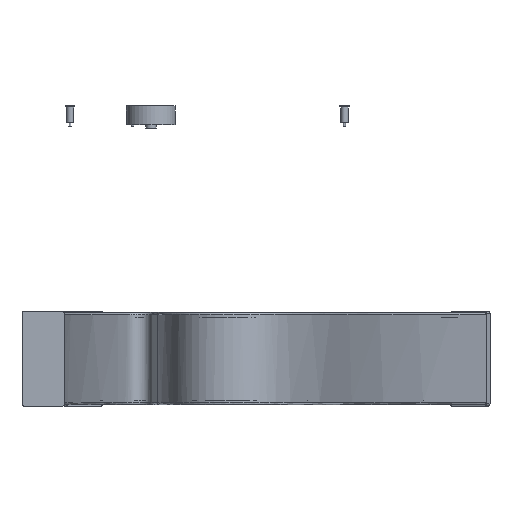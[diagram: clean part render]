
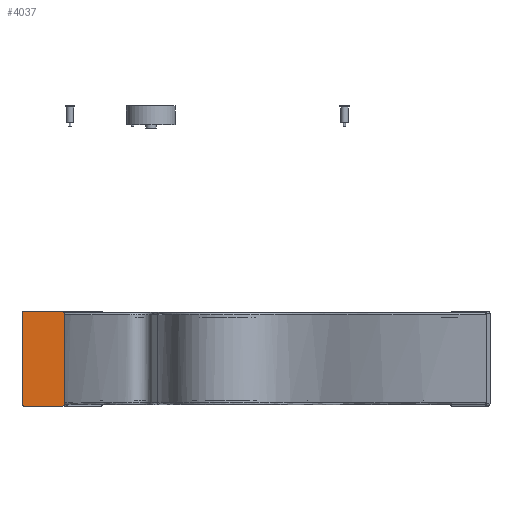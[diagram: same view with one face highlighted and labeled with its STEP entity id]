
A CAD part, left-side view. The second image highlights one B-rep face of the part: STEP entity #4037.
In plain terms, the highlighted planar face has unit normal (-1, 0, 0).
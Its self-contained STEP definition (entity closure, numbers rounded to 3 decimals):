
#411=CIRCLE('',#4524,4.);
#415=CIRCLE('',#4531,4.);
#416=CIRCLE('',#4533,4.);
#417=CIRCLE('',#4536,4.);
#548=PLANE('',#4539);
#794=FACE_OUTER_BOUND('',#1068,.T.);
#1068=EDGE_LOOP('',(#3431,#3432,#3433,#3434,#3435,#3436,#3437,#3438));
#1323=LINE('',#73310,#1511);
#1328=LINE('',#73324,#1516);
#1331=LINE('',#73331,#1519);
#1332=LINE('',#73333,#1520);
#1511=VECTOR('',#5632,10.);
#1516=VECTOR('',#5647,10.);
#1519=VECTOR('',#5656,10.);
#1520=VECTOR('',#5659,10.);
#1822=VERTEX_POINT('',#73289);
#1823=VERTEX_POINT('',#73291);
#1830=VERTEX_POINT('',#73309);
#1831=VERTEX_POINT('',#73313);
#1832=VERTEX_POINT('',#73317);
#1833=VERTEX_POINT('',#73318);
#1834=VERTEX_POINT('',#73323);
#1835=VERTEX_POINT('',#73327);
#2361=EDGE_CURVE('',#1822,#1823,#411,.T.);
#2370=EDGE_CURVE('',#1830,#1823,#1323,.T.);
#2372=EDGE_CURVE('',#1830,#1831,#415,.T.);
#2374=EDGE_CURVE('',#1832,#1833,#416,.T.);
#2377=EDGE_CURVE('',#1834,#1833,#1328,.T.);
#2379=EDGE_CURVE('',#1834,#1835,#417,.T.);
#2381=EDGE_CURVE('',#1832,#1831,#1331,.T.);
#2382=EDGE_CURVE('',#1822,#1835,#1332,.T.);
#3431=ORIENTED_EDGE('',*,*,#2361,.F.);
#3432=ORIENTED_EDGE('',*,*,#2382,.T.);
#3433=ORIENTED_EDGE('',*,*,#2379,.F.);
#3434=ORIENTED_EDGE('',*,*,#2377,.T.);
#3435=ORIENTED_EDGE('',*,*,#2374,.F.);
#3436=ORIENTED_EDGE('',*,*,#2381,.T.);
#3437=ORIENTED_EDGE('',*,*,#2372,.F.);
#3438=ORIENTED_EDGE('',*,*,#2370,.T.);
#4037=ADVANCED_FACE('',(#794),#548,.T.);
#4524=AXIS2_PLACEMENT_3D('',#73292,#5615,#5616);
#4531=AXIS2_PLACEMENT_3D('',#73314,#5636,#5637);
#4533=AXIS2_PLACEMENT_3D('',#73319,#5641,#5642);
#4536=AXIS2_PLACEMENT_3D('',#73328,#5651,#5652);
#4539=AXIS2_PLACEMENT_3D('',#73334,#5660,#5661);
#5615=DIRECTION('center_axis',(1.,0.,0.));
#5616=DIRECTION('ref_axis',(0.,0.707,0.707));
#5632=DIRECTION('',(0.,1.,0.));
#5636=DIRECTION('center_axis',(1.,0.,0.));
#5637=DIRECTION('ref_axis',(0.,-0.707,0.707));
#5641=DIRECTION('center_axis',(1.,0.,0.));
#5642=DIRECTION('ref_axis',(0.,-0.707,-0.707));
#5647=DIRECTION('',(0.,-1.,0.));
#5651=DIRECTION('center_axis',(1.,0.,0.));
#5652=DIRECTION('ref_axis',(0.,0.707,-0.707));
#5656=DIRECTION('',(0.,0.,1.));
#5659=DIRECTION('',(0.,0.,-1.));
#5660=DIRECTION('center_axis',(-1.,0.,0.));
#5661=DIRECTION('ref_axis',(0.,0.,
-1.));
#73289=CARTESIAN_POINT('',(-407.693,478.245,148.5));
#73291=CARTESIAN_POINT('',(-407.693,474.245,152.5));
#73292=CARTESIAN_POINT('Origin',(-407.693,474.245,148.5));
#73309=CARTESIAN_POINT('',(-407.693,413.245,152.5));
#73310=CARTESIAN_POINT('',(-407.693,409.245,152.5));
#73313=CARTESIAN_POINT('',(-407.693,409.245,148.5));
#73314=CARTESIAN_POINT('Origin',(-407.693,413.245,148.5));
#73317=CARTESIAN_POINT('',(-407.693,409.245,1.5));
#73318=CARTESIAN_POINT('',(-407.693,413.245,-2.5));
#73319=CARTESIAN_POINT('Origin',(-407.693,413.245,1.5));
#73323=CARTESIAN_POINT('',(-407.693,474.245,-2.5));
#73324=CARTESIAN_POINT('',(-407.693,478.245,-2.5));
#73327=CARTESIAN_POINT('',(-407.693,478.245,1.5));
#73328=CARTESIAN_POINT('Origin',(-407.693,474.245,1.5));
#73331=CARTESIAN_POINT('',(-407.693,409.245,-2.5));
#73333=CARTESIAN_POINT('',(-407.693,478.245,152.5));
#73334=CARTESIAN_POINT('Origin',(-407.693,443.745,75.));
